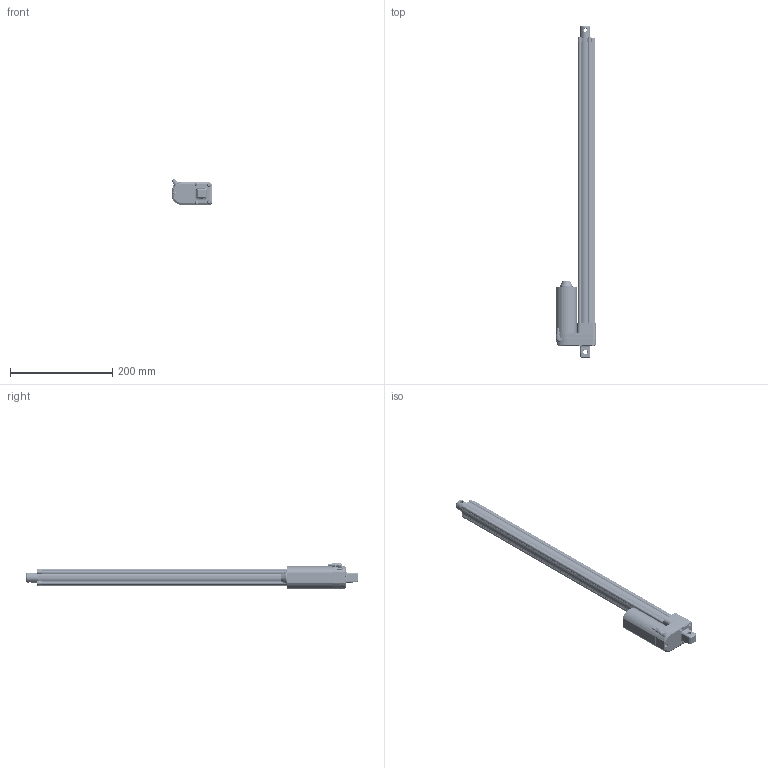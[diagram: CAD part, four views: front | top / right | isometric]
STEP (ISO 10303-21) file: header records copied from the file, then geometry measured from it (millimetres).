
FILE_DESCRIPTION (( 'STEP AP203' ), '1' );
FILE_NAME ('D6-500-630-³ÉÆ·£¨¼òµ¥£©.STEP', '2024-07-06T06:09:54', ( '' ), ( '' ), 'SwSTEP 2.0', 'SolidWorks 2018', '' );
FILE_SCHEMA (( 'CONFIG_CONTROL_DESIGN' ));
Length unit declared in the file: millimetre
Products named in the file (13): D6-003-外管（A0）（565mm）; D3-007-防摆环（A1）; D6-011-1-前端接头（A0）; LS-010-圆头十字螺丝A（M4.0X16L）（A0）; D6-007-防水垫片（A0）; LS-009-圆头十字螺丝B（M4.0X10L）（A0）; D6-012-齿轮箱上盖（A0）; D6-001- 马达组（A0）_D型轴; D6-500-630-成品（简单）; D6-013-齿轮箱下盖（A0）; LS-011-圆头十字螺丝D（M4.0X20L）（A0）; D6-005-1-SR（A0）; D6-002-内管（A0）（449mm）
Assembly tree (25 placements, depth 2):
  D6-500-630-成品（简单）
    D6-007-防水垫片（A0）
    D6-003-外管（A0）（565mm）
    D6-002-内管（A0）（449mm）
    D6-001- 马达组（A0）_D型轴
    D6-005-1-SR（A0）
    D6-012-齿轮箱上盖（A0）
    D6-013-齿轮箱下盖（A0）
    LS-010-圆头十字螺丝A（M4.0X16L）（A0）  x5
    LS-009-圆头十字螺丝B（M4.0X10L）（A0）  x2
    LS-011-圆头十字螺丝D（M4.0X20L）（A0）  x9
    D6-011-1-前端接头（A0）
    D3-007-防摆环（A1）
Bounding box: 78.14 x 650 x 51.17 mm (x, y, z)
Volume: 282164.7 mm3; surface area: 292265.7 mm2
Topology: 26 solids, 26 shells, 3518 faces, 9453 edges, 6001 vertices
Faces by surface type: cylinder 1929, plane 747, torus 376, bspline 212, cone 204, sphere 50
Entity records: 111672 total; most frequent: CARTESIAN_POINT 54356, ORIENTED_EDGE 12318, DIRECTION 11437, EDGE_CURVE 6159, AXIS2_PLACEMENT_3D 4618, VERTEX_POINT 3859, EDGE_LOOP 2502, CIRCLE 2384
